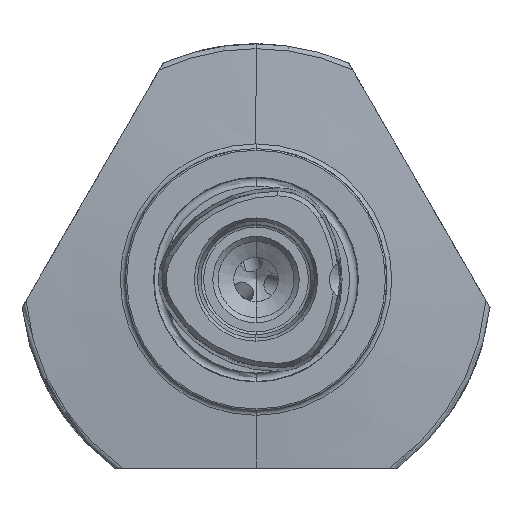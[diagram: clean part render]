
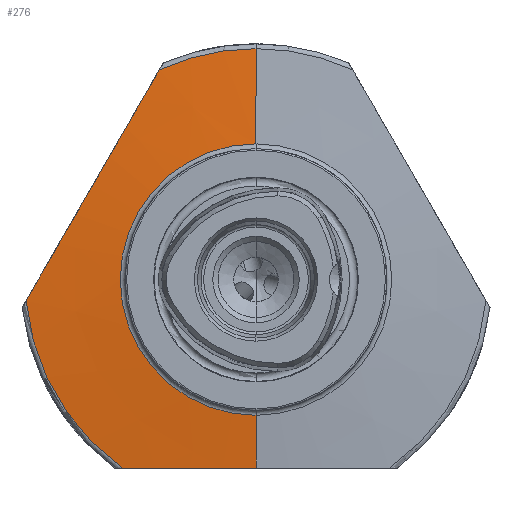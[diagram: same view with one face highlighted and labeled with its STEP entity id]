
A CAD part, left-side view. The second image highlights one B-rep face of the part: STEP entity #276.
In plain terms, the highlighted conical face has half-angle 85 degrees and reference radius 44.087 mm.
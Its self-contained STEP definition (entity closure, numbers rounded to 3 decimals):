
#106 = EDGE_CURVE ( 'NONE', #9374, #9518, #8687, .T. ) ;
#123 = EDGE_CURVE ( 'NONE', #9518, #2333, #7650, .T. ) ;
#190 = EDGE_CURVE ( 'NONE', #2214, #9329, #7640, .T. ) ;
#276 = ADVANCED_FACE ( 'NONE', ( #9225 ), #9191, .T. ) ;
#784 = DIRECTION ( 'NONE',  ( 0., 0., -1. ) ) ;
#788 = DIRECTION ( 'NONE',  ( 1., 0., 0. ) ) ;
#789 = CARTESIAN_POINT ( 'NONE',  ( 22.586, 0., 0. ) ) ;
#1085 = ORIENTED_EDGE ( 'NONE', *, *, #123, .F. ) ;
#1090 = ORIENTED_EDGE ( 'NONE', *, *, #190, .F. ) ;
#1153 = EDGE_LOOP ( 'NONE', ( #2724, #2824, #2817, #1090, #2791, #1085, #2819 ) ) ;
#1621 = EDGE_CURVE ( 'NONE', #2214, #2333, #3864, .T. ) ;
#2214 = VERTEX_POINT ( 'NONE', #3158 ) ;
#2333 = VERTEX_POINT ( 'NONE', #3211 ) ;
#2724 = ORIENTED_EDGE ( 'NONE', *, *, #2835, .F. ) ;
#2791 = ORIENTED_EDGE ( 'NONE', *, *, #1621, .T. ) ;
#2817 = ORIENTED_EDGE ( 'NONE', *, *, #2850, .T. ) ;
#2819 = ORIENTED_EDGE ( 'NONE', *, *, #106, .F. ) ;
#2824 = ORIENTED_EDGE ( 'NONE', *, *, #2863, .T. ) ;
#2835 = EDGE_CURVE ( 'NONE', #9378, #9374, #3967, .T. ) ;
#2850 = EDGE_CURVE ( 'NONE', #9463, #9329, #3962, .T. ) ;
#2863 = EDGE_CURVE ( 'NONE', #9378, #9463, #3943, .T. ) ;
#3145 = CARTESIAN_POINT ( 'NONE',  ( 22.586, 0., 0. ) ) ;
#3146 = DIRECTION ( 'NONE',  ( -1., 0., 0. ) ) ;
#3147 = DIRECTION ( 'NONE',  ( 0., 0., 1. ) ) ;
#3158 = CARTESIAN_POINT ( 'NONE',  ( 22.586, 43.902, -4.04 ) ) ;
#3211 = CARTESIAN_POINT ( 'NONE',  ( 22.586, 25.45, -36. ) ) ;
#3293 = CARTESIAN_POINT ( 'NONE',  ( 22.586, 0., -44.087 ) ) ;
#3353 = CARTESIAN_POINT ( 'NONE',  ( 20.996, 0., 0. ) ) ;
#3354 = DIRECTION ( 'NONE',  ( -1., 0., 0. ) ) ;
#3356 = DIRECTION ( 'NONE',  ( 0., 0., 1. ) ) ;
#3368 = DIRECTION ( 'NONE',  ( 0.087, 0., -0.996 ) ) ;
#3414 = CARTESIAN_POINT ( 'NONE',  ( 22.586, 0., 0. ) ) ;
#3415 = DIRECTION ( 'NONE',  ( -1., 0., 0. ) ) ;
#3416 = DIRECTION ( 'NONE',  ( 0., 0., 1. ) ) ;
#3452 = DIRECTION ( 'NONE',  ( 0.087, 0., 0.996 ) ) ;
#3453 = CARTESIAN_POINT ( 'NONE',  ( 22.586, 0., 44.087 ) ) ;
#3864 = CIRCLE ( 'NONE', #5213, 44.087 ) ;
#3941 = VECTOR ( 'NONE', #3452, 1000. ) ;
#3943 = LINE ( 'NONE', #3453, #3941 ) ;
#3962 = CIRCLE ( 'NONE', #5220, 44.087 ) ;
#3967 = CIRCLE ( 'NONE', #5214, 25.913 ) ;
#4491 = CARTESIAN_POINT ( 'NONE',  ( 22.586, 18.452, 40.04 ) ) ;
#4533 = CARTESIAN_POINT ( 'NONE',  ( 20.996, 0., -25.913 ) ) ;
#4537 = CARTESIAN_POINT ( 'NONE',  ( 20.996, 0., 25.913 ) ) ;
#4614 = CARTESIAN_POINT ( 'NONE',  ( 22.586, 0., 44.087 ) ) ;
#4661 = CARTESIAN_POINT ( 'NONE',  ( 21.879, 0., -36. ) ) ;
#5213 = AXIS2_PLACEMENT_3D ( 'NONE', #3145, #3146, #3147 ) ;
#5214 = AXIS2_PLACEMENT_3D ( 'NONE', #3353, #3354, #3356 ) ;
#5220 = AXIS2_PLACEMENT_3D ( 'NONE', #3414, #3415, #3416 ) ;
#6284 = CARTESIAN_POINT ( 'NONE',  ( 21.946, 26.937, 25.344 ) ) ;
#6314 = CARTESIAN_POINT ( 'NONE',  ( 22.193, 39.661, 3.305 ) ) ;
#6318 = CARTESIAN_POINT ( 'NONE',  ( 21.879, 29.058, 21.67 ) ) ;
#6322 = CARTESIAN_POINT ( 'NONE',  ( 22.372, 20.573, 36.367 ) ) ;
#6326 = CARTESIAN_POINT ( 'NONE',  ( 22.586, 18.452, 40.04 ) ) ;
#6327 = CARTESIAN_POINT ( 'NONE',  ( 22.586, 43.902, -4.04 ) ) ;
#6330 = CARTESIAN_POINT ( 'NONE',  ( 22.372, 41.782, -0.368 ) ) ;
#6334 = CARTESIAN_POINT ( 'NONE',  ( 22.193, 22.694, 32.692 ) ) ;
#6337 = CARTESIAN_POINT ( 'NONE',  ( 21.946, 35.42, 10.65 ) ) ;
#6338 = CARTESIAN_POINT ( 'NONE',  ( 21.879, 33.3, 14.323 ) ) ;
#6774 = CARTESIAN_POINT ( 'NONE',  ( 21.946, 8.483, -36. ) ) ;
#6795 = CARTESIAN_POINT ( 'NONE',  ( 22.193, 16.967, -36. ) ) ;
#6804 = CARTESIAN_POINT ( 'NONE',  ( 21.879, 4.241, -36. ) ) ;
#6819 = CARTESIAN_POINT ( 'NONE',  ( 22.372, 21.211, -36. ) ) ;
#6821 = CARTESIAN_POINT ( 'NONE',  ( 21.879, 0., -36. ) ) ;
#6845 = CARTESIAN_POINT ( 'NONE',  ( 22.586, 25.45, -36. ) ) ;
#7640 = B_SPLINE_CURVE_WITH_KNOTS ( 'NONE', 3,
 ( #6327, #6330, #6314, #6337, #6338, #6318, #6284, #6334, #6322, #6326 ),
 .UNSPECIFIED., .F., .F.,
 ( 4, 2, 2, 2, 4 ),
 ( 0., 0.013, 0.025, 0.038, 0.051 ),
 .UNSPECIFIED. ) ;
#7650 = B_SPLINE_CURVE_WITH_KNOTS ( 'NONE', 3,
 ( #6821, #6804, #6774, #6795, #6819, #6845 ),
 .UNSPECIFIED., .F., .F.,
 ( 4, 2, 4 ),
 ( 0.073, 0.086, 0.098 ),
 .UNSPECIFIED. ) ;
#8523 = AXIS2_PLACEMENT_3D ( 'NONE', #789, #788, #784 ) ;
#8576 = VECTOR ( 'NONE', #3368, 1000. ) ;
#8687 = LINE ( 'NONE', #3293, #8576 ) ;
#9191 = CONICAL_SURFACE ( 'NONE', #8523, 44.087, 1.484 ) ;
#9225 = FACE_OUTER_BOUND ( 'NONE', #1153, .T. ) ;
#9329 = VERTEX_POINT ( 'NONE', #4491 ) ;
#9374 = VERTEX_POINT ( 'NONE', #4533 ) ;
#9378 = VERTEX_POINT ( 'NONE', #4537 ) ;
#9463 = VERTEX_POINT ( 'NONE', #4614 ) ;
#9518 = VERTEX_POINT ( 'NONE', #4661 ) ;
